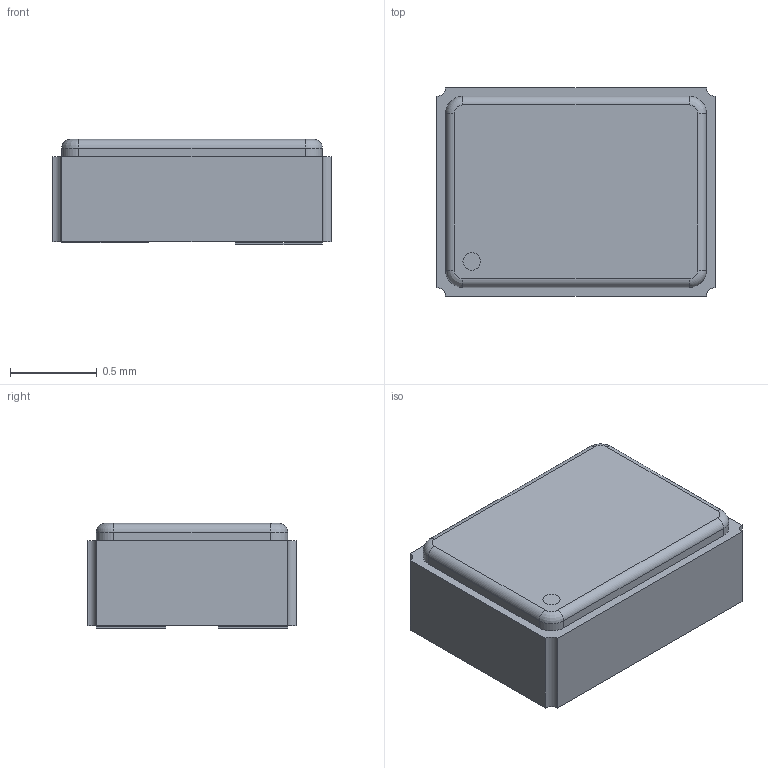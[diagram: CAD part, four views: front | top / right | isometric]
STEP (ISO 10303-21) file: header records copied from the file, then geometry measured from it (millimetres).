
FILE_DESCRIPTION(('FreeCAD Model'),'2;1');
FILE_NAME('Oscillator_Abracon_ASCO_4Pin_1.6x1.2mm.step', '2018-09-02T10:03:50',('kicad StepUp'),('ksu MCAD'), 'Open CASCADE STEP processor 7.3','FreeCAD','Unknown');
FILE_SCHEMA(('AUTOMOTIVE_DESIGN { 1 0 10303 214 1 1 1 1 }'));
Length unit declared in the file: millimetre
Products named in the file (1): Oscillator_Abracon_ASCO_4Pin_1.6x1.2mm
Bounding box: 1.6 x 1.2 x 0.6 mm (x, y, z)
Volume: 1.1 mm3; surface area: 7.8 mm2
Topology: 3 solids, 3 shells, 51 faces, 116 edges, 75 vertices
Faces by surface type: plane 35, cylinder 12, revolution 2, torus 2
Entity records: 1804 total; most frequent: CARTESIAN_POINT 257, DIRECTION 247, ORIENTED_EDGE 232, EDGE_CURVE 116, LINE 87, VECTOR 87, AXIS2_PLACEMENT_3D 79, VERTEX_POINT 75
